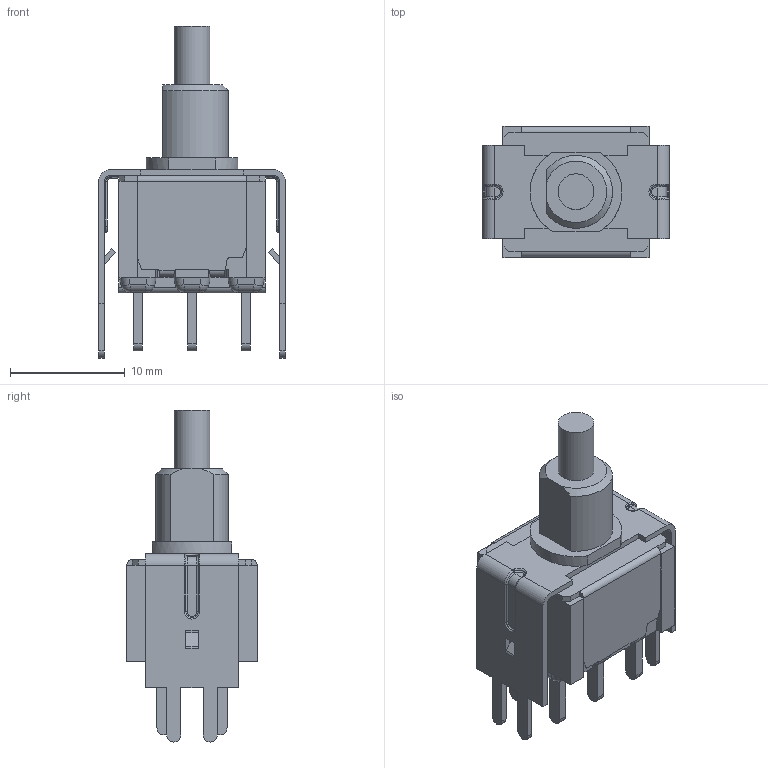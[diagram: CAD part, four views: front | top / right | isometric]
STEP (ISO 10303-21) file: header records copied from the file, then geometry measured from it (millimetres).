
FILE_DESCRIPTION(/* description */ (''),/* implementation_level */ '2;1');
FILE_NAME(/* name */ '700DP7B11VS2RE.stp',/* time_stamp */ '2025-12-22T16:56:35-06:00',/* author */ ('jmeyers'),/* organization */ (''),/* preprocessor_version */ 'ST-DEVELOPER v18.1',/* originating_system */ 'Autodesk Inventor 2022',/* authorisation */ '');
FILE_SCHEMA (('AUTOMOTIVE_DESIGN { 1 0 10303 214 3 1 1 }'));
Length unit declared in the file: inch
Products named in the file (1): Part57
Bounding box: 16.26 x 11.43 x 28.87 mm (x, y, z)
Volume: 1791.5 mm3; surface area: 1897.8 mm2
Topology: 2 solids, 5 shells, 533 faces, 1374 edges, 844 vertices
Faces by surface type: plane 257, cylinder 159, bspline 60, torus 32, sphere 24, cone 1
Full cylindrical faces by diameter (mm): 3.1 x2
Entity records: 16485 total; most frequent: CARTESIAN_POINT 3760, ORIENTED_EDGE 2700, DIRECTION 2529, EDGE_CURVE 1350, LINE 867, VECTOR 867, VERTEX_POINT 844, AXIS2_PLACEMENT_3D 831
